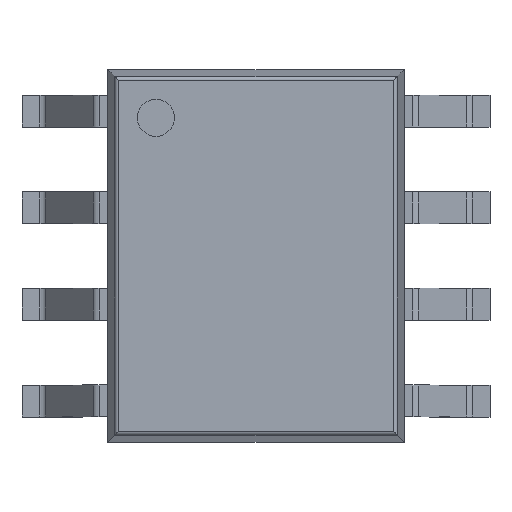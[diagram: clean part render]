
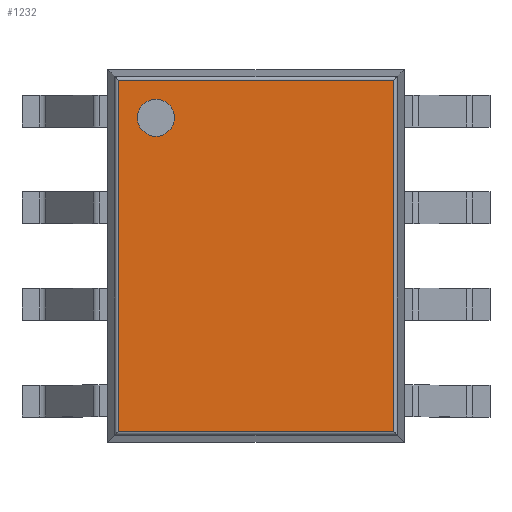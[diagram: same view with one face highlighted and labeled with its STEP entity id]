
A CAD part, top view. The second image highlights one B-rep face of the part: STEP entity #1232.
In plain terms, the highlighted planar face has unit normal (0, 0, 1).
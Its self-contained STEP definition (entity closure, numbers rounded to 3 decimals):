
#829 = CYLINDRICAL_SURFACE('',#830,0.05);
#830 = AXIS2_PLACEMENT_3D('',#831,#832,#833);
#831 = CARTESIAN_POINT('',(-1.809,-2.353,1.7));
#832 = DIRECTION('',(0.,1.,0.));
#833 = DIRECTION('',(-0.991,0.,0.131));
#971 = CYLINDRICAL_SURFACE('',#972,0.05);
#972 = AXIS2_PLACEMENT_3D('',#973,#974,#975);
#973 = CARTESIAN_POINT('',(-1.853,-2.309,1.7));
#974 = DIRECTION('',(1.,0.,0.));
#975 = DIRECTION('',(0.,-0.991,0.131));
#987 = VERTEX_POINT('',#988);
#988 = CARTESIAN_POINT('',(-1.809,-2.309,1.75));
#1022 = EDGE_CURVE('',#987,#1023,#1025,.T.);
#1023 = VERTEX_POINT('',#1024);
#1024 = CARTESIAN_POINT('',(-1.809,2.309,1.75));
#1025 = SURFACE_CURVE('',#1026,(#1030,#1037),.PCURVE_S1.);
#1026 = LINE('',#1027,#1028);
#1027 = CARTESIAN_POINT('',(-1.809,-2.353,1.75));
#1028 = VECTOR('',#1029,1.);
#1029 = DIRECTION('',(0.,1.,0.));
#1030 = PCURVE('',#829,#1031);
#1031 = DEFINITIONAL_REPRESENTATION('',(#1032),#1036);
#1032 = LINE('',#1033,#1034);
#1033 = CARTESIAN_POINT('',(1.44,0.));
#1034 = VECTOR('',#1035,1.);
#1035 = DIRECTION('',(0.,1.));
#1036 = ( GEOMETRIC_REPRESENTATION_CONTEXT(2) 
PARAMETRIC_REPRESENTATION_CONTEXT() REPRESENTATION_CONTEXT('2D SPACE',''
  ) );
#1037 = PCURVE('',#1038,#1043);
#1038 = PLANE('',#1039);
#1039 = AXIS2_PLACEMENT_3D('',#1040,#1041,#1042);
#1040 = CARTESIAN_POINT('',(-1.95,-2.45,1.75));
#1041 = DIRECTION('',(0.,0.,1.));
#1042 = DIRECTION('',(1.,0.,0.));
#1043 = DEFINITIONAL_REPRESENTATION('',(#1044),#1048);
#1044 = LINE('',#1045,#1046);
#1045 = CARTESIAN_POINT('',(0.141,0.098));
#1046 = VECTOR('',#1047,1.);
#1047 = DIRECTION('',(0.,1.));
#1048 = ( GEOMETRIC_REPRESENTATION_CONTEXT(2) 
PARAMETRIC_REPRESENTATION_CONTEXT() REPRESENTATION_CONTEXT('2D SPACE',''
  ) );
#1071 = CYLINDRICAL_SURFACE('',#1072,0.05);
#1072 = AXIS2_PLACEMENT_3D('',#1073,#1074,#1075);
#1073 = CARTESIAN_POINT('',(-1.853,2.309,1.7));
#1074 = DIRECTION('',(1.,0.,0.));
#1075 = DIRECTION('',(0.,0.,1.));
#1159 = CYLINDRICAL_SURFACE('',#1160,0.05);
#1160 = AXIS2_PLACEMENT_3D('',#1161,#1162,#1163);
#1161 = CARTESIAN_POINT('',(1.809,-2.353,1.7));
#1162 = DIRECTION('',(0.,1.,0.));
#1163 = DIRECTION('',(0.,0.,1.));
#1175 = EDGE_CURVE('',#987,#1176,#1178,.T.);
#1176 = VERTEX_POINT('',#1177);
#1177 = CARTESIAN_POINT('',(1.809,-2.309,1.75));
#1178 = SURFACE_CURVE('',#1179,(#1183,#1190),.PCURVE_S1.);
#1179 = LINE('',#1180,#1181);
#1180 = CARTESIAN_POINT('',(-1.853,-2.309,1.75));
#1181 = VECTOR('',#1182,1.);
#1182 = DIRECTION('',(1.,0.,0.));
#1183 = PCURVE('',#971,#1184);
#1184 = DEFINITIONAL_REPRESENTATION('',(#1185),#1189);
#1185 = LINE('',#1186,#1187);
#1186 = CARTESIAN_POINT('',(-1.44,0.));
#1187 = VECTOR('',#1188,1.);
#1188 = DIRECTION('',(-0.,1.));
#1189 = ( GEOMETRIC_REPRESENTATION_CONTEXT(2) 
PARAMETRIC_REPRESENTATION_CONTEXT() REPRESENTATION_CONTEXT('2D SPACE',''
  ) );
#1190 = PCURVE('',#1038,#1191);
#1191 = DEFINITIONAL_REPRESENTATION('',(#1192),#1196);
#1192 = LINE('',#1193,#1194);
#1193 = CARTESIAN_POINT('',(0.098,0.141));
#1194 = VECTOR('',#1195,1.);
#1195 = DIRECTION('',(1.,0.));
#1196 = ( GEOMETRIC_REPRESENTATION_CONTEXT(2) 
PARAMETRIC_REPRESENTATION_CONTEXT() REPRESENTATION_CONTEXT('2D SPACE',''
  ) );
#1232 = ADVANCED_FACE('',(#1233,#1281),#1038,.T.);
#1233 = FACE_BOUND('',#1234,.T.);
#1234 = EDGE_LOOP('',(#1235,#1236,#1237,#1260));
#1235 = ORIENTED_EDGE('',*,*,#1022,.F.);
#1236 = ORIENTED_EDGE('',*,*,#1175,.T.);
#1237 = ORIENTED_EDGE('',*,*,#1238,.T.);
#1238 = EDGE_CURVE('',#1176,#1239,#1241,.T.);
#1239 = VERTEX_POINT('',#1240);
#1240 = CARTESIAN_POINT('',(1.809,2.309,1.75));
#1241 = SURFACE_CURVE('',#1242,(#1246,#1253),.PCURVE_S1.);
#1242 = LINE('',#1243,#1244);
#1243 = CARTESIAN_POINT('',(1.809,-2.353,1.75));
#1244 = VECTOR('',#1245,1.);
#1245 = DIRECTION('',(0.,1.,0.));
#1246 = PCURVE('',#1038,#1247);
#1247 = DEFINITIONAL_REPRESENTATION('',(#1248),#1252);
#1248 = LINE('',#1249,#1250);
#1249 = CARTESIAN_POINT('',(3.759,0.098));
#1250 = VECTOR('',#1251,1.);
#1251 = DIRECTION('',(0.,1.));
#1252 = ( GEOMETRIC_REPRESENTATION_CONTEXT(2) 
PARAMETRIC_REPRESENTATION_CONTEXT() REPRESENTATION_CONTEXT('2D SPACE',''
  ) );
#1253 = PCURVE('',#1159,#1254);
#1254 = DEFINITIONAL_REPRESENTATION('',(#1255),#1259);
#1255 = LINE('',#1256,#1257);
#1256 = CARTESIAN_POINT('',(0.,0.));
#1257 = VECTOR('',#1258,1.);
#1258 = DIRECTION('',(0.,1.));
#1259 = ( GEOMETRIC_REPRESENTATION_CONTEXT(2) 
PARAMETRIC_REPRESENTATION_CONTEXT() REPRESENTATION_CONTEXT('2D SPACE',''
  ) );
#1260 = ORIENTED_EDGE('',*,*,#1261,.F.);
#1261 = EDGE_CURVE('',#1023,#1239,#1262,.T.);
#1262 = SURFACE_CURVE('',#1263,(#1267,#1274),.PCURVE_S1.);
#1263 = LINE('',#1264,#1265);
#1264 = CARTESIAN_POINT('',(-1.853,2.309,1.75));
#1265 = VECTOR('',#1266,1.);
#1266 = DIRECTION('',(1.,0.,0.));
#1267 = PCURVE('',#1038,#1268);
#1268 = DEFINITIONAL_REPRESENTATION('',(#1269),#1273);
#1269 = LINE('',#1270,#1271);
#1270 = CARTESIAN_POINT('',(0.098,4.759));
#1271 = VECTOR('',#1272,1.);
#1272 = DIRECTION('',(1.,0.));
#1273 = ( GEOMETRIC_REPRESENTATION_CONTEXT(2) 
PARAMETRIC_REPRESENTATION_CONTEXT() REPRESENTATION_CONTEXT('2D SPACE',''
  ) );
#1274 = PCURVE('',#1071,#1275);
#1275 = DEFINITIONAL_REPRESENTATION('',(#1276),#1280);
#1276 = LINE('',#1277,#1278);
#1277 = CARTESIAN_POINT('',(-0.,0.));
#1278 = VECTOR('',#1279,1.);
#1279 = DIRECTION('',(-0.,1.));
#1280 = ( GEOMETRIC_REPRESENTATION_CONTEXT(2) 
PARAMETRIC_REPRESENTATION_CONTEXT() REPRESENTATION_CONTEXT('2D SPACE',''
  ) );
#1281 = FACE_BOUND('',#1282,.T.);
#1282 = EDGE_LOOP('',(#1283));
#1283 = ORIENTED_EDGE('',*,*,#1284,.F.);
#1284 = EDGE_CURVE('',#1285,#1285,#1287,.T.);
#1285 = VERTEX_POINT('',#1286);
#1286 = CARTESIAN_POINT('',(-1.071,1.815,1.75));
#1287 = SURFACE_CURVE('',#1288,(#1293,#1300),.PCURVE_S1.);
#1288 = CIRCLE('',#1289,0.244);
#1289 = AXIS2_PLACEMENT_3D('',#1290,#1291,#1292);
#1290 = CARTESIAN_POINT('',(-1.315,1.815,1.75));
#1291 = DIRECTION('',(0.,0.,1.));
#1292 = DIRECTION('',(1.,0.,0.));
#1293 = PCURVE('',#1038,#1294);
#1294 = DEFINITIONAL_REPRESENTATION('',(#1295),#1299);
#1295 = CIRCLE('',#1296,0.244);
#1296 = AXIS2_PLACEMENT_2D('',#1297,#1298);
#1297 = CARTESIAN_POINT('',(0.635,4.265));
#1298 = DIRECTION('',(1.,0.));
#1299 = ( GEOMETRIC_REPRESENTATION_CONTEXT(2) 
PARAMETRIC_REPRESENTATION_CONTEXT() REPRESENTATION_CONTEXT('2D SPACE',''
  ) );
#1300 = PCURVE('',#1301,#1306);
#1301 = CYLINDRICAL_SURFACE('',#1302,0.244);
#1302 = AXIS2_PLACEMENT_3D('',#1303,#1304,#1305);
#1303 = CARTESIAN_POINT('',(-1.315,1.815,1.575));
#1304 = DIRECTION('',(0.,0.,1.));
#1305 = DIRECTION('',(1.,0.,0.));
#1306 = DEFINITIONAL_REPRESENTATION('',(#1307),#1310);
#1307 = B_SPLINE_CURVE_WITH_KNOTS('',1,(#1308,#1309),.UNSPECIFIED.,.F.,
  .F.,(2,2),(0.,6.283),.PIECEWISE_BEZIER_KNOTS.);
#1308 = CARTESIAN_POINT('',(0.,0.175));
#1309 = CARTESIAN_POINT('',(6.283,0.175));
#1310 = ( GEOMETRIC_REPRESENTATION_CONTEXT(2) 
PARAMETRIC_REPRESENTATION_CONTEXT() REPRESENTATION_CONTEXT('2D SPACE',''
  ) );
